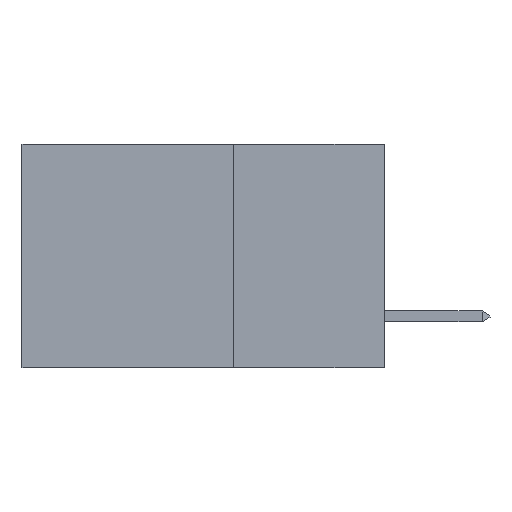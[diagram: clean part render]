
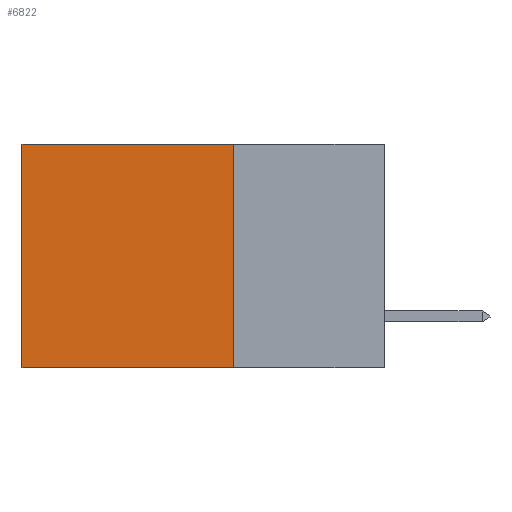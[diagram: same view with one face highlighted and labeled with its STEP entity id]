
A CAD part, left-side view. The second image highlights one B-rep face of the part: STEP entity #6822.
In plain terms, the highlighted planar face has unit normal (-1, 0, 0).
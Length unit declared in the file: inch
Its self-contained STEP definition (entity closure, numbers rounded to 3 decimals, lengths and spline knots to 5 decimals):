
#236 = VECTOR ( 'NONE', #35872, 39.37008 ) ;
#390 = CARTESIAN_POINT ( 'NONE',  ( 0.2875, 0.25, 0. ) ) ;
#763 = VERTEX_POINT ( 'NONE', #15914 ) ;
#1232 = ORIENTED_EDGE ( 'NONE', *, *, #27116, .T. ) ;
#1326 = LINE ( 'NONE', #31979, #30161 ) ;
#1757 = ORIENTED_EDGE ( 'NONE', *, *, #5412, .F. ) ;
#1973 = VECTOR ( 'NONE', #11292, 39.37008 ) ;
#2435 = EDGE_CURVE ( 'NONE', #763, #33672, #7586, .T. ) ;
#3075 = FACE_OUTER_BOUND ( 'NONE', #21979, .T. ) ;
#3721 = CARTESIAN_POINT ( 'NONE',  ( 0.2875, 0.25, -0.37 ) ) ;
#5412 = EDGE_CURVE ( 'NONE', #33672, #34315, #20154, .T. ) ;
#5918 = DIRECTION ( 'NONE',  ( 0., 0., -1. ) ) ;
#6822 = ADVANCED_FACE ( 'NONE', ( #3075 ), #17109, .F. ) ;
#6915 = DIRECTION ( 'NONE',  ( 0., 1., 0. ) ) ;
#7586 = LINE ( 'NONE', #16320, #236 ) ;
#9535 = AXIS2_PLACEMENT_3D ( 'NONE', #390, #22755, #5918 ) ;
#10591 = ORIENTED_EDGE ( 'NONE', *, *, #15373, .T. ) ;
#11024 = CARTESIAN_POINT ( 'NONE',  ( 0.2875, 0.25, -0.37 ) ) ;
#11292 = DIRECTION ( 'NONE',  ( 0., 0., -1. ) ) ;
#13602 = VECTOR ( 'NONE', #16714, 39.37008 ) ;
#15373 = EDGE_CURVE ( 'NONE', #763, #16918, #1326, .T. ) ;
#15914 = CARTESIAN_POINT ( 'NONE',  ( 0.2875, 0.25, 0. ) ) ;
#16320 = CARTESIAN_POINT ( 'NONE',  ( 0.2875, 0.25, 0. ) ) ;
#16714 = DIRECTION ( 'NONE',  ( 0., 1., 0. ) ) ;
#16918 = VERTEX_POINT ( 'NONE', #19124 ) ;
#17109 = PLANE ( 'NONE',  #9535 ) ;
#19124 = CARTESIAN_POINT ( 'NONE',  ( 0.2875, 0.6, 0. ) ) ;
#20154 = LINE ( 'NONE', #11024, #13602 ) ;
#21935 = CARTESIAN_POINT ( 'NONE',  ( 0.2875, 0.6, -0.37 ) ) ;
#21979 = EDGE_LOOP ( 'NONE', ( #1232, #1757, #32876, #10591 ) ) ;
#22755 = DIRECTION ( 'NONE',  ( 1., 0., 0. ) ) ;
#25413 = CARTESIAN_POINT ( 'NONE',  ( 0.2875, 0.6, 0. ) ) ;
#27116 = EDGE_CURVE ( 'NONE', #16918, #34315, #30778, .T. ) ;
#30161 = VECTOR ( 'NONE', #6915, 39.37008 ) ;
#30778 = LINE ( 'NONE', #25413, #1973 ) ;
#31979 = CARTESIAN_POINT ( 'NONE',  ( 0.2875, 0.25, 0. ) ) ;
#32876 = ORIENTED_EDGE ( 'NONE', *, *, #2435, .F. ) ;
#33672 = VERTEX_POINT ( 'NONE', #3721 ) ;
#34315 = VERTEX_POINT ( 'NONE', #21935 ) ;
#35872 = DIRECTION ( 'NONE',  ( 0., 0., -1. ) ) ;
